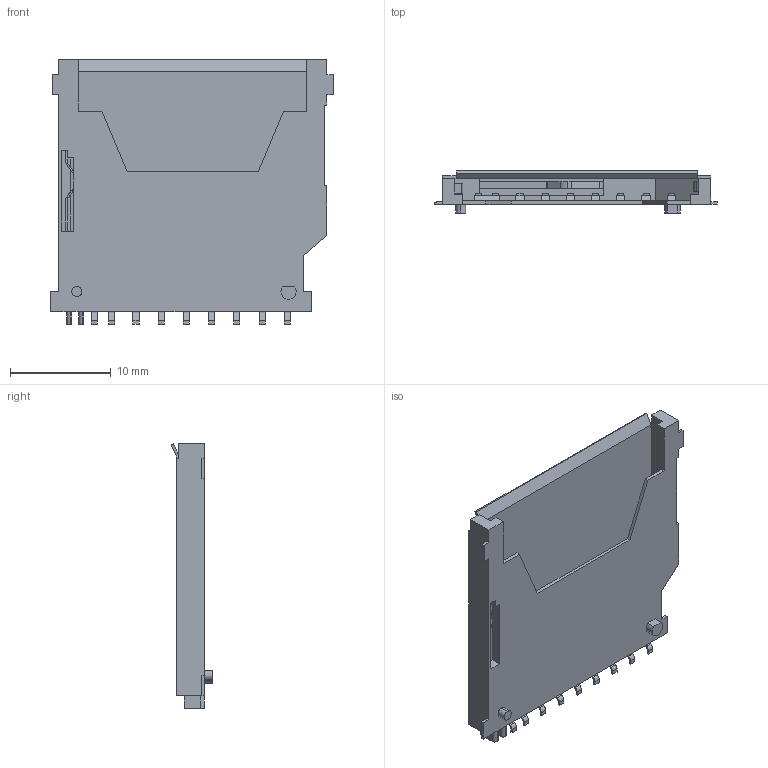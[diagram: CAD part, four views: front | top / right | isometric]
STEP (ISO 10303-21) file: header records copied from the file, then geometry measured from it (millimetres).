
FILE_DESCRIPTION (( 'STEP AP214' ), '1' );
FILE_NAME ('2041021-4.STEP', '2023-11-16T15:11:20', ( '' ), ( '' ), 'SwSTEP 2.0', 'SolidWorks 2023', '' );
FILE_SCHEMA (( 'AUTOMOTIVE_DESIGN' ));
Length unit declared in the file: inch
Products named in the file (1): 2041021-4
Bounding box: 28.05 x 4.15 x 26.25 mm (x, y, z)
Volume: 576.4 mm3; surface area: 2484.3 mm2
Topology: 1 solids, 1 shells, 386 faces, 1082 edges, 711 vertices
Faces by surface type: plane 313, cylinder 73
Entity records: 12311 total; most frequent: CARTESIAN_POINT 2180, ORIENTED_EDGE 2164, DIRECTION 2002, EDGE_CURVE 1082, LINE 936, VECTOR 936, VERTEX_POINT 711, AXIS2_PLACEMENT_3D 533
